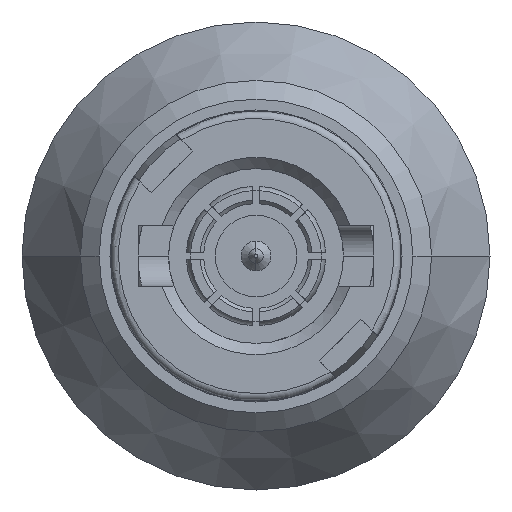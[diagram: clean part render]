
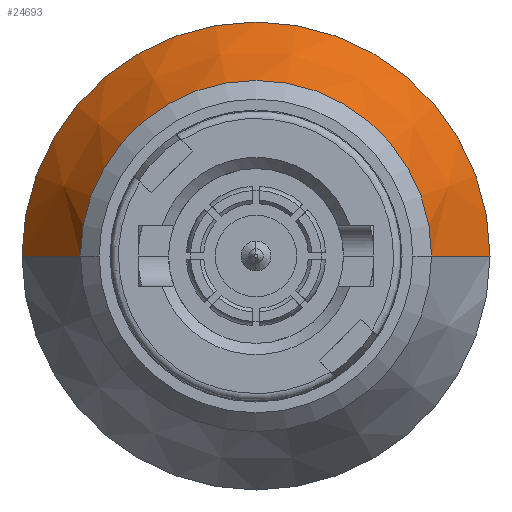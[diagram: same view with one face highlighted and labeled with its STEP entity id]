
A CAD part, left-side view. The second image highlights one B-rep face of the part: STEP entity #24693.
In plain terms, the highlighted conical face has half-angle 30 degrees and reference radius 5.47 mm.
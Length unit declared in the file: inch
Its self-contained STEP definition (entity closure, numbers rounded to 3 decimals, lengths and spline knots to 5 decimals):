
#10014=DIRECTION('',(0.866,-0.5,0.));
#10015=VECTOR('',#10014,0.12283);
#10016=CARTESIAN_POINT('',(0.0878,-0.18465,0.));
#10017=LINE('',#10016,#10015);
#10018=CARTESIAN_POINT('',(0.0878,0.,0.));
#10019=DIRECTION('',(1.,0.,0.));
#10020=DIRECTION('',(0.,1.,0.));
#10021=AXIS2_PLACEMENT_3D('',#10018,#10019,#10020);
#10023=DIRECTION('',(0.866,0.5,0.));
#10024=VECTOR('',#10023,0.12283);
#10025=CARTESIAN_POINT('',(0.0878,0.18465,0.));
#10026=LINE('',#10025,#10024);
#10036=CARTESIAN_POINT('',(0.19417,0.,0.));
#10037=DIRECTION('',(-1.,0.,0.));
#10038=DIRECTION('',(0.,-1.,0.));
#10039=AXIS2_PLACEMENT_3D('',#10036,#10037,#10038);
#12512=CARTESIAN_POINT('',(0.0878,0.18465,0.));
#12513=CARTESIAN_POINT('',(0.0878,-0.18465,0.));
#12514=VERTEX_POINT('',#12512);
#12515=VERTEX_POINT('',#12513);
#12516=CARTESIAN_POINT('',(0.19417,0.24606,0.));
#12517=CARTESIAN_POINT('',(0.19417,-0.24606,0.));
#12518=VERTEX_POINT('',#12516);
#12519=VERTEX_POINT('',#12517);
#24679=CARTESIAN_POINT('',(0.14098,0.,0.));
#24680=DIRECTION('',(1.,0.,0.));
#24681=DIRECTION('',(0.,-1.,0.));
#24682=AXIS2_PLACEMENT_3D('',#24679,#24680,#24681);
#24683=CONICAL_SURFACE('',#24682,0.21535,30.);
#24685=ORIENTED_EDGE('',*,*,#24684,.F.);
#24687=ORIENTED_EDGE('',*,*,#24686,.F.);
#24688=ORIENTED_EDGE('',*,*,#24661,.F.);
#24690=ORIENTED_EDGE('',*,*,#24689,.T.);
#24691=EDGE_LOOP('',(#24685,#24687,#24688,#24690));
#24692=FACE_OUTER_BOUND('',#24691,.F.);
#24693=ADVANCED_FACE('',(#24692),#24683,.T.);
#10022=CIRCLE('',#10021,0.18465);
#10040=CIRCLE('',#10039,0.24606);
#24661=EDGE_CURVE('',#12514,#12515,#10022,.T.);
#24684=EDGE_CURVE('',#12519,#12518,#10040,.T.);
#24686=EDGE_CURVE('',#12515,#12519,#10017,.T.);
#24689=EDGE_CURVE('',#12514,#12518,#10026,.T.);
